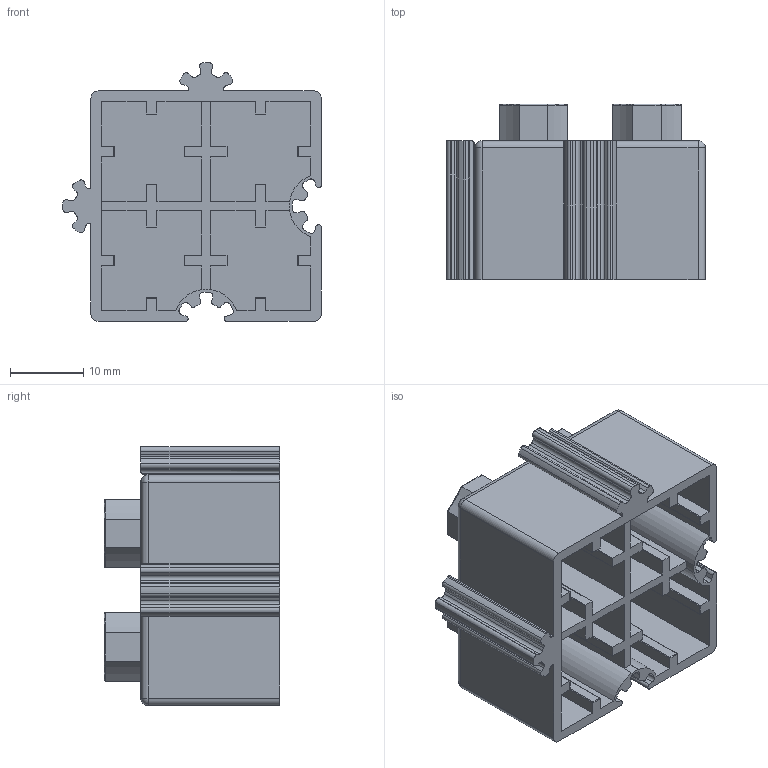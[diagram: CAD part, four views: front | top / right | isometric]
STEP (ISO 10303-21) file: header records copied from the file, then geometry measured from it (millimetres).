
FILE_DESCRIPTION (( 'STEP AP214' ), '1' );
FILE_NAME ('lego_part.STEP', '2024-03-07T08:44:41', ( '' ), ( '' ), 'SwSTEP 2.0', 'SolidWorks 2023', '' );
FILE_SCHEMA (( 'AUTOMOTIVE_DESIGN' ));
Length unit declared in the file: millimetre
Products named in the file (1): lego_part
Bounding box: 35.37 x 24 x 35.38 mm (x, y, z)
Volume: 7568.8 mm3; surface area: 10979.2 mm2
Topology: 1 solids, 1 shells, 556 faces, 1501 edges, 964 vertices
Faces by surface type: plane 276, cylinder 214, bspline 46, torus 16, sphere 4
Entity records: 19165 total; most frequent: CARTESIAN_POINT 5537, ORIENTED_EDGE 2994, DIRECTION 2626, EDGE_CURVE 1497, VECTOR 996, LINE 996, VERTEX_POINT 964, AXIS2_PLACEMENT_3D 815
